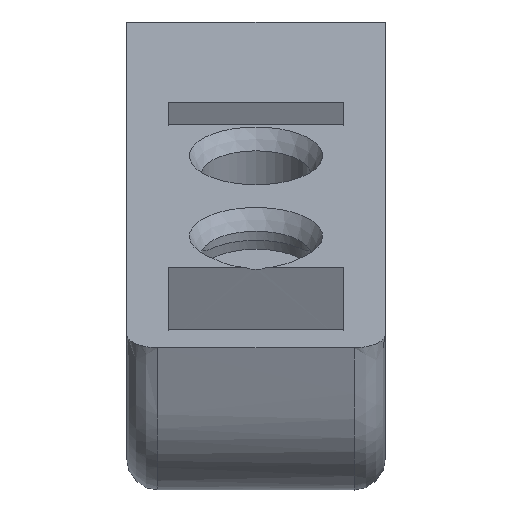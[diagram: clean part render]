
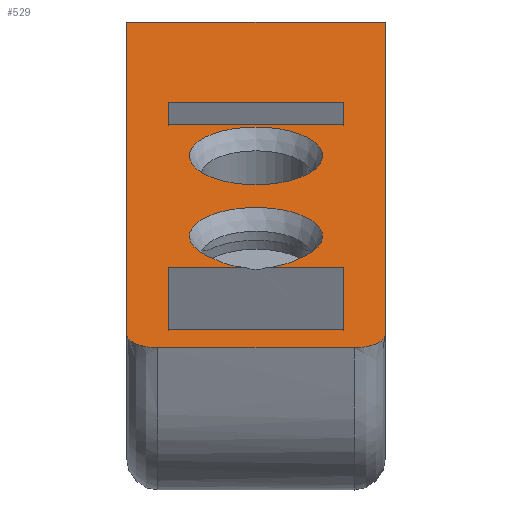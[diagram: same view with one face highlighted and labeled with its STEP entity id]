
A CAD part, top view. The second image highlights one B-rep face of the part: STEP entity #529.
In plain terms, the highlighted planar face has unit normal (0, 0.901, 0.434).
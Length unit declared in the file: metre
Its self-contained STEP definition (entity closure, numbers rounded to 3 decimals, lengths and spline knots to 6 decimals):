
#34=CIRCLE('',#578,0.003227);
#35=CIRCLE('',#579,0.003227);
#53=B_SPLINE_CURVE_WITH_KNOTS('',3,(#991,#992,#993,#994),.UNSPECIFIED.,
 .F.,.F.,(4,4),(0.,0.001837),.UNSPECIFIED.);
#54=B_SPLINE_CURVE_WITH_KNOTS('',3,(#999,#1000,#1001,#1002),
 .UNSPECIFIED.,.F.,.F.,(4,4),(0.,0.001842),
 .UNSPECIFIED.);
#55=B_SPLINE_CURVE_WITH_KNOTS('',3,(#1021,#1022,#1023,#1024,#1025),
 .UNSPECIFIED.,.F.,.F.,(4,1,4),(0.,0.001172,0.002343),
 .UNSPECIFIED.);
#56=B_SPLINE_CURVE_WITH_KNOTS('',3,(#1026,#1027,#1028,#1029,#1030),
 .UNSPECIFIED.,.F.,.F.,(4,1,4),(0.,0.001172,0.002343),
 .UNSPECIFIED.);
#106=ORIENTED_EDGE('',*,*,#253,.T.);
#107=ORIENTED_EDGE('',*,*,#254,.T.);
#108=ORIENTED_EDGE('',*,*,#255,.T.);
#109=ORIENTED_EDGE('',*,*,#256,.T.);
#110=ORIENTED_EDGE('',*,*,#257,.T.);
#111=ORIENTED_EDGE('',*,*,#258,.T.);
#112=ORIENTED_EDGE('',*,*,#259,.T.);
#113=ORIENTED_EDGE('',*,*,#260,.F.);
#114=ORIENTED_EDGE('',*,*,#261,.T.);
#115=ORIENTED_EDGE('',*,*,#262,.T.);
#116=ORIENTED_EDGE('',*,*,#263,.T.);
#117=ORIENTED_EDGE('',*,*,#264,.T.);
#118=ORIENTED_EDGE('',*,*,#265,.F.);
#119=ORIENTED_EDGE('',*,*,#235,.T.);
#120=ORIENTED_EDGE('',*,*,#266,.T.);
#121=ORIENTED_EDGE('',*,*,#244,.F.);
#122=ORIENTED_EDGE('',*,*,#267,.T.);
#123=ORIENTED_EDGE('',*,*,#227,.F.);
#124=ORIENTED_EDGE('',*,*,#252,.T.);
#227=EDGE_CURVE('',#304,#305,#356,.T.);
#235=EDGE_CURVE('',#313,#312,#359,.T.);
#244=EDGE_CURVE('',#321,#322,#362,.T.);
#252=EDGE_CURVE('',#304,#313,#367,.T.);
#253=EDGE_CURVE('',#325,#325,#34,.T.);
#254=EDGE_CURVE('',#326,#327,#53,.T.);
#255=EDGE_CURVE('',#327,#328,#35,.T.);
#256=EDGE_CURVE('',#328,#329,#54,.T.);
#257=EDGE_CURVE('',#329,#330,#368,.T.);
#258=EDGE_CURVE('',#330,#331,#369,.T.);
#259=EDGE_CURVE('',#331,#332,#370,.T.);
#260=EDGE_CURVE('',#333,#332,#371,.T.);
#261=EDGE_CURVE('',#333,#326,#372,.T.);
#262=EDGE_CURVE('',#334,#335,#373,.T.);
#263=EDGE_CURVE('',#335,#336,#374,.T.);
#264=EDGE_CURVE('',#336,#337,#375,.T.);
#265=EDGE_CURVE('',#334,#337,#376,.T.);
#266=EDGE_CURVE('',#312,#322,#55,.T.);
#267=EDGE_CURVE('',#321,#305,#56,.T.);
#304=VERTEX_POINT('',#720);
#305=VERTEX_POINT('',#722);
#312=VERTEX_POINT('',#803);
#313=VERTEX_POINT('',#805);
#321=VERTEX_POINT('',#948);
#322=VERTEX_POINT('',#950);
#325=VERTEX_POINT('',#990);
#326=VERTEX_POINT('',#995);
#327=VERTEX_POINT('',#996);
#328=VERTEX_POINT('',#998);
#329=VERTEX_POINT('',#1003);
#330=VERTEX_POINT('',#1005);
#331=VERTEX_POINT('',#1007);
#332=VERTEX_POINT('',#1009);
#333=VERTEX_POINT('',#1011);
#334=VERTEX_POINT('',#1014);
#335=VERTEX_POINT('',#1015);
#336=VERTEX_POINT('',#1017);
#337=VERTEX_POINT('',#1019);
#356=LINE('',#721,#393);
#359=LINE('',#804,#396);
#362=LINE('',#949,#399);
#367=LINE('',#987,#404);
#368=LINE('',#1004,#405);
#369=LINE('',#1006,#406);
#370=LINE('',#1008,#407);
#371=LINE('',#1010,#408);
#372=LINE('',#1012,#409);
#373=LINE('',#1013,#410);
#374=LINE('',#1016,#411);
#375=LINE('',#1018,#412);
#376=LINE('',#1020,#413);
#393=VECTOR('',#610,1.);
#396=VECTOR('',#617,1.);
#399=VECTOR('',#622,1.);
#404=VECTOR('',#637,1.);
#405=VECTOR('',#644,1.);
#406=VECTOR('',#645,1.);
#407=VECTOR('',#646,1.);
#408=VECTOR('',#647,1.);
#409=VECTOR('',#648,1.);
#410=VECTOR('',#649,1.);
#411=VECTOR('',#650,1.);
#412=VECTOR('',#651,1.);
#413=VECTOR('',#652,1.);
#435=EDGE_LOOP('',(#106));
#436=EDGE_LOOP('',(#107,#108,#109,#110,#111,#112,#113,#114));
#437=EDGE_LOOP('',(#115,#116,#117,#118));
#438=EDGE_LOOP('',(#119,#120,#121,#122,#123,#124));
#476=FACE_BOUND('',#435,.T.);
#477=FACE_BOUND('',#436,.T.);
#478=FACE_BOUND('',#437,.T.);
#479=FACE_BOUND('',#438,.T.);
#514=PLANE('',#577);
#529=ADVANCED_FACE('',(#476,#477,#478,#479),#514,.F.);
#577=AXIS2_PLACEMENT_3D('',#988,#638,#639);
#578=AXIS2_PLACEMENT_3D('',#989,#640,#641);
#579=AXIS2_PLACEMENT_3D('',#997,#642,#643);
#610=DIRECTION('',(0.,-0.434,0.901));
#617=DIRECTION('',(0.,-0.434,0.901));
#622=DIRECTION('',(-1.,0.,0.));
#637=DIRECTION('',(-1.,0.,0.));
#638=DIRECTION('',(0.,-0.901,-0.434));
#639=DIRECTION('',(0.,0.434,-0.901));
#640=DIRECTION('',(0.,-0.901,-0.434));
#641=DIRECTION('',(0.,0.434,-0.901));
#642=DIRECTION('',(0.,-0.901,-0.434));
#643=DIRECTION('',(0.,0.434,-0.901));
#644=DIRECTION('',(1.,0.,0.));
#645=DIRECTION('',(0.,-0.434,0.901));
#646=DIRECTION('',(-1.,0.,0.));
#647=DIRECTION('',(0.,-0.434,0.901));
#648=DIRECTION('',(1.,0.,0.));
#649=DIRECTION('',(1.,0.,0.));
#650=DIRECTION('',(0.,-0.434,0.901));
#651=DIRECTION('',(-1.,0.,0.));
#652=DIRECTION('',(0.,-0.434,0.901));
#720=CARTESIAN_POINT('',(0.00625,0.007339,-0.013089));
#721=CARTESIAN_POINT('',(0.00625,0.007339,-0.013089));
#722=CARTESIAN_POINT('',(0.00625,-0.007823,0.018393));
#803=CARTESIAN_POINT('',(-0.00625,-0.007823,0.018393));
#804=CARTESIAN_POINT('',(-0.00625,0.007339,-0.013089));
#805=CARTESIAN_POINT('',(-0.00625,0.007339,-0.013089));
#948=CARTESIAN_POINT('',(0.00475,-0.008474,0.019745));
#949=CARTESIAN_POINT('',(0.00625,-0.008474,0.019745));
#950=CARTESIAN_POINT('',(-0.00475,-0.008474,0.019745));
#987=CARTESIAN_POINT('',(0.00625,0.007339,-0.013089));
#988=CARTESIAN_POINT('',(0.00625,0.007339,-0.013089));
#989=CARTESIAN_POINT('',(0.,0.00084,0.000405));
#990=CARTESIAN_POINT('',(0.,0.002241,-0.002503));
#991=CARTESIAN_POINT('',(-0.000525,-0.004583,0.011667));
#992=CARTESIAN_POINT('',(-0.001132,-0.004523,0.011541));
#993=CARTESIAN_POINT('',(-0.001659,-0.004362,0.011208));
#994=CARTESIAN_POINT('',(-0.002039,-0.00415,0.010768));
#995=CARTESIAN_POINT('',(-0.000525,-0.004583,0.011667));
#996=CARTESIAN_POINT('',(-0.002039,-0.00415,0.010768));
#997=CARTESIAN_POINT('',(0.,-0.003065,0.008513));
#998=CARTESIAN_POINT('',(0.002039,-0.00415,0.010768));
#999=CARTESIAN_POINT('',(0.002039,-0.00415,0.010768));
#1000=CARTESIAN_POINT('',(0.001657,-0.004364,0.01121));
#1001=CARTESIAN_POINT('',(0.001131,-0.004523,0.011541));
#1002=CARTESIAN_POINT('',(0.000525,-0.004583,0.011667));
#1003=CARTESIAN_POINT('',(0.000525,-0.004583,0.011667));
#1004=CARTESIAN_POINT('',(0.00425,-0.004583,0.011667));
#1005=CARTESIAN_POINT('',(0.00425,-0.004583,0.011667));
#1006=CARTESIAN_POINT('',(0.00425,0.007339,-0.013089));
#1007=CARTESIAN_POINT('',(0.00425,-0.007606,0.017943));
#1008=CARTESIAN_POINT('',(0.00425,-0.007606,0.017943));
#1009=CARTESIAN_POINT('',(-0.00425,-0.007606,0.017943));
#1010=CARTESIAN_POINT('',(-0.00425,0.007339,-0.013089));
#1011=CARTESIAN_POINT('',(-0.00425,-0.004583,0.011667));
#1012=CARTESIAN_POINT('',(0.00425,-0.004583,0.011667));
#1013=CARTESIAN_POINT('',(0.00425,0.003436,-0.004985));
#1014=CARTESIAN_POINT('',(-0.00425,0.003436,-0.004985));
#1015=CARTESIAN_POINT('',(0.00425,0.003436,-0.004985));
#1016=CARTESIAN_POINT('',(0.00425,0.007339,-0.013089));
#1017=CARTESIAN_POINT('',(0.00425,0.002359,-0.002749));
#1018=CARTESIAN_POINT('',(0.00425,0.002359,-0.002749));
#1019=CARTESIAN_POINT('',(-0.00425,0.002359,-0.002749));
#1020=CARTESIAN_POINT('',(-0.00425,0.007339,-0.013089));
#1021=CARTESIAN_POINT('',(-0.00625,-0.007823,0.018393));
#1022=CARTESIAN_POINT('',(-0.00625,-0.007995,0.01875));
#1023=CARTESIAN_POINT('',(-0.005924,-0.008332,0.019449));
#1024=CARTESIAN_POINT('',(-0.005146,-0.008474,0.019745));
#1025=CARTESIAN_POINT('',(-0.00475,-0.008474,0.019745));
#1026=CARTESIAN_POINT('',(0.00475,-0.008474,0.019745));
#1027=CARTESIAN_POINT('',(0.005146,-0.008474,0.019745));
#1028=CARTESIAN_POINT('',(0.005922,-0.008332,0.019451));
#1029=CARTESIAN_POINT('',(0.00625,-0.007995,0.01875));
#1030=CARTESIAN_POINT('',(0.00625,-0.007823,0.018393));
